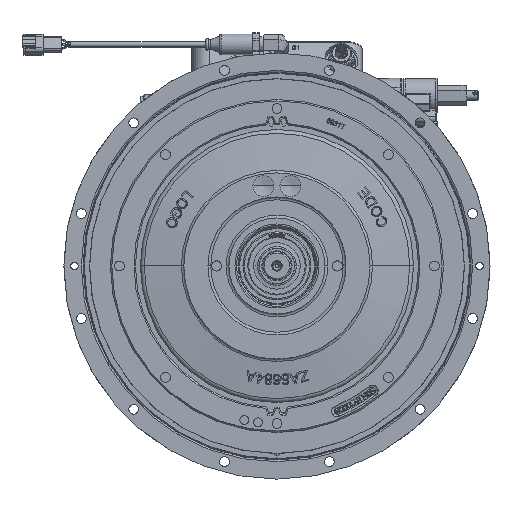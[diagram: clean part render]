
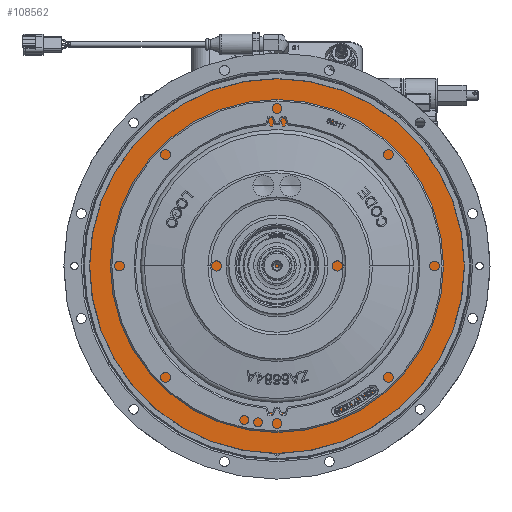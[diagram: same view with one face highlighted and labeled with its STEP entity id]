
A CAD part, top view. The second image highlights one B-rep face of the part: STEP entity #108562.
In plain terms, the highlighted planar face has unit normal (0, 0, 1).
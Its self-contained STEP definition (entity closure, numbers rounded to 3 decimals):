
#5158 = VERTEX_POINT ( 'NONE', #43353 ) ;
#5258 = AXIS2_PLACEMENT_3D ( 'NONE', #15795, #101155, #69775 ) ;
#7559 = ORIENTED_EDGE ( 'NONE', *, *, #47869, .T. ) ;
#11594 = EDGE_LOOP ( 'NONE', ( #7559, #19048 ) ) ;
#15795 = CARTESIAN_POINT ( 'NONE',  ( 0., 0., 0. ) ) ;
#16003 = FACE_OUTER_BOUND ( 'NONE', #11594, .T. ) ;
#19048 = ORIENTED_EDGE ( 'NONE', *, *, #56102, .T. ) ;
#26739 = DIRECTION ( 'NONE',  ( 0., 0., 1. ) ) ;
#29224 = CARTESIAN_POINT ( 'NONE',  ( -201.93, 0., 0. ) ) ;
#38731 = PLANE ( 'NONE',  #132384 ) ;
#43353 = CARTESIAN_POINT ( 'NONE',  ( 201.93, 0., 0. ) ) ;
#47869 = EDGE_CURVE ( 'NONE', #5158, #104264, #92886, .T. ) ;
#56102 = EDGE_CURVE ( 'NONE', #104264, #5158, #82415, .T. ) ;
#60738 = CARTESIAN_POINT ( 'NONE',  ( 0., 0., 0. ) ) ;
#69370 = CARTESIAN_POINT ( 'NONE',  ( 0., 0., 0. ) ) ;
#69775 = DIRECTION ( 'NONE',  ( 1., 0., 0. ) ) ;
#70058 = AXIS2_PLACEMENT_3D ( 'NONE', #69370, #26739, #78004 ) ;
#78004 = DIRECTION ( 'NONE',  ( 1., 0., 0. ) ) ;
#82415 = CIRCLE ( 'NONE', #5258, 201.93 ) ;
#82799 = DIRECTION ( 'NONE',  ( 0., 0., 1. ) ) ;
#92886 = CIRCLE ( 'NONE', #70058, 201.93 ) ;
#101155 = DIRECTION ( 'NONE',  ( 0., 0., 1. ) ) ;
#104264 = VERTEX_POINT ( 'NONE', #29224 ) ;
#108562 = ADVANCED_FACE ( 'NONE', ( #16003 ), #38731, .T. ) ;
#132384 = AXIS2_PLACEMENT_3D ( 'NONE', #60738, #82799, #137618 ) ;
#137618 = DIRECTION ( 'NONE',  ( 1., 0., 0. ) ) ;
